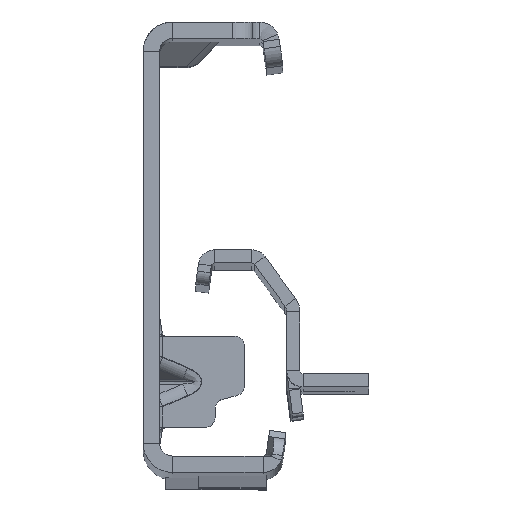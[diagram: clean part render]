
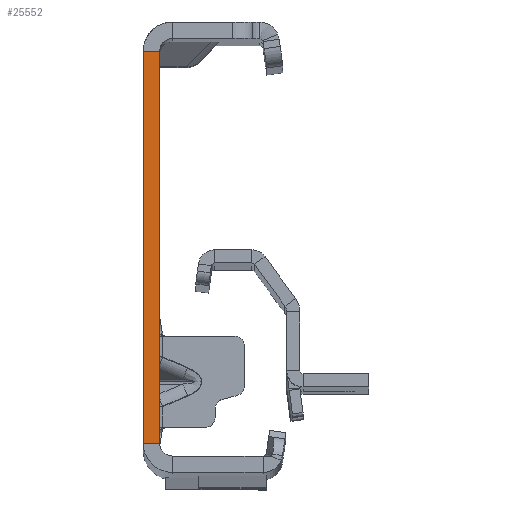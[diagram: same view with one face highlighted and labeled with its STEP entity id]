
A CAD part, top view. The second image highlights one B-rep face of the part: STEP entity #25552.
In plain terms, the highlighted planar face has unit normal (0, 0, 1).
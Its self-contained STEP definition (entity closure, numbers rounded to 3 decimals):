
#1356 = CARTESIAN_POINT ( 'NONE',  ( 0., -30., 0. ) ) ;
#1912 = AXIS2_PLACEMENT_3D ( 'NONE', #9507, #24536, #44695 ) ;
#2755 = DIRECTION ( 'NONE',  ( 0., -1., 0. ) ) ;
#3440 = ORIENTED_EDGE ( 'NONE', *, *, #41303, .T. ) ;
#5958 = LINE ( 'NONE', #1356, #19264 ) ;
#8098 = LINE ( 'NONE', #50126, #47610 ) ;
#9507 = CARTESIAN_POINT ( 'NONE',  ( -2.5, -32., 0. ) ) ;
#10536 = EDGE_CURVE ( 'NONE', #12015, #49260, #5958, .T. ) ;
#12015 = VERTEX_POINT ( 'NONE', #40396 ) ;
#12173 = VECTOR ( 'NONE', #2755, 1000. ) ;
#12626 = DIRECTION ( 'NONE',  ( 0., -1., 0. ) ) ;
#12740 = CARTESIAN_POINT ( 'NONE',  ( -2.5, -32., 0. ) ) ;
#12821 = ORIENTED_EDGE ( 'NONE', *, *, #38284, .F. ) ;
#13523 = VECTOR ( 'NONE', #12626, 1000. ) ;
#14951 = LINE ( 'NONE', #43492, #13523 ) ;
#15714 = DIRECTION ( 'NONE',  ( -1., 0., 0. ) ) ;
#16595 = FACE_OUTER_BOUND ( 'NONE', #32480, .T. ) ;
#16788 = LINE ( 'NONE', #12740, #12173 ) ;
#17269 = CARTESIAN_POINT ( 'NONE',  ( -2.5, -30., 0. ) ) ;
#18113 = VERTEX_POINT ( 'NONE', #32647 ) ;
#19264 = VECTOR ( 'NONE', #32426, 1000. ) ;
#22474 = VERTEX_POINT ( 'NONE', #22965 ) ;
#22965 = CARTESIAN_POINT ( 'NONE',  ( -2.5, 30., 0. ) ) ;
#24536 = DIRECTION ( 'NONE',  ( 0., 0., 1. ) ) ;
#25552 = ADVANCED_FACE ( 'NONE', ( #16595 ), #44431, .T. ) ;
#31866 = EDGE_CURVE ( 'NONE', #18113, #22474, #8098, .T. ) ;
#32426 = DIRECTION ( 'NONE',  ( -1., 0., 0. ) ) ;
#32480 = EDGE_LOOP ( 'NONE', ( #12821, #40305, #3440, #47248 ) ) ;
#32647 = CARTESIAN_POINT ( 'NONE',  ( 0., 30., 0. ) ) ;
#38284 = EDGE_CURVE ( 'NONE', #18113, #12015, #14951, .T. ) ;
#40305 = ORIENTED_EDGE ( 'NONE', *, *, #31866, .T. ) ;
#40396 = CARTESIAN_POINT ( 'NONE',  ( 0., -30., 0. ) ) ;
#41303 = EDGE_CURVE ( 'NONE', #22474, #49260, #16788, .T. ) ;
#43492 = CARTESIAN_POINT ( 'NONE',  ( 0., -32., 0. ) ) ;
#44431 = PLANE ( 'NONE',  #1912 ) ;
#44695 = DIRECTION ( 'NONE',  ( 1., 0., 0. ) ) ;
#47248 = ORIENTED_EDGE ( 'NONE', *, *, #10536, .F. ) ;
#47610 = VECTOR ( 'NONE', #15714, 1000. ) ;
#49260 = VERTEX_POINT ( 'NONE', #17269 ) ;
#50126 = CARTESIAN_POINT ( 'NONE',  ( 0., 30., 0. ) ) ;
